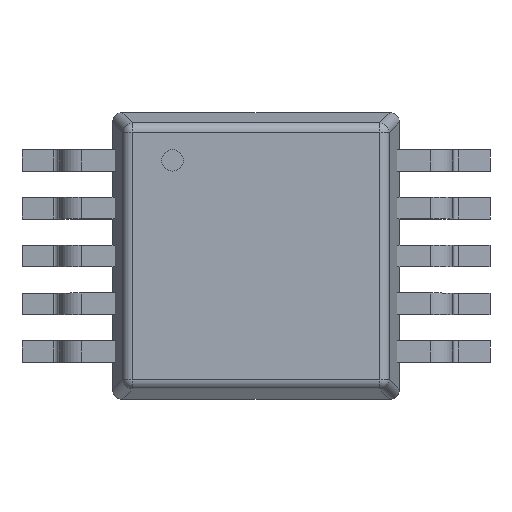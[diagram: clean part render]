
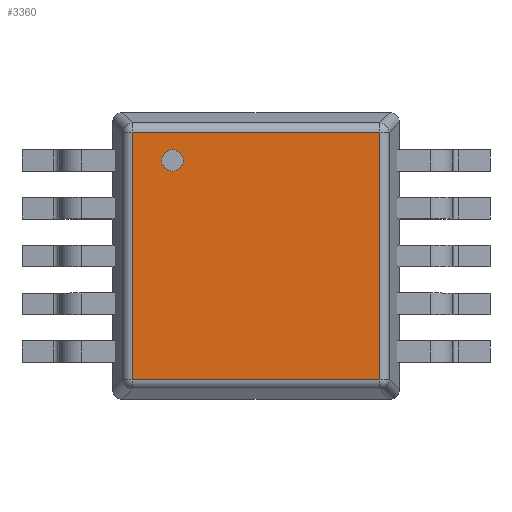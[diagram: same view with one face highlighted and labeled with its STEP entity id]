
A CAD part, top view. The second image highlights one B-rep face of the part: STEP entity #3360.
In plain terms, the highlighted planar face has unit normal (0, 0, 1).
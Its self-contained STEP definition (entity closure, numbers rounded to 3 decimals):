
#25=FACE_BOUND('',#652,.T.);
#303=PLANE('',#3652);
#465=FACE_OUTER_BOUND('',#651,.T.);
#651=EDGE_LOOP('',(#3049,#3050,#3051,#3052));
#652=EDGE_LOOP('',(#3053));
#1021=LINE('',#5526,#1368);
#1022=LINE('',#5528,#1369);
#1023=LINE('',#5530,#1370);
#1024=LINE('',#5531,#1371);
#1368=VECTOR('',#4537,1000.);
#1369=VECTOR('',#4538,1000.);
#1370=VECTOR('',#4539,1000.);
#1371=VECTOR('',#4540,1000.);
#1453=CIRCLE('',#3642,0.113);
#1739=VERTEX_POINT('',#5451);
#1768=VERTEX_POINT('',#5524);
#1769=VERTEX_POINT('',#5525);
#1770=VERTEX_POINT('',#5527);
#1771=VERTEX_POINT('',#5529);
#2164=EDGE_CURVE('',#1739,#1739,#1453,.T.);
#2197=EDGE_CURVE('',#1768,#1769,#1021,.T.);
#2198=EDGE_CURVE('',#1769,#1770,#1022,.T.);
#2199=EDGE_CURVE('',#1770,#1771,#1023,.T.);
#2200=EDGE_CURVE('',#1771,#1768,#1024,.T.);
#3049=ORIENTED_EDGE('',*,*,#2197,.T.);
#3050=ORIENTED_EDGE('',*,*,#2198,.T.);
#3051=ORIENTED_EDGE('',*,*,#2199,.T.);
#3052=ORIENTED_EDGE('',*,*,#2200,.T.);
#3053=ORIENTED_EDGE('',*,*,#2164,.F.);
#3360=ADVANCED_FACE('',(#465,#25),#303,.T.);
#3642=AXIS2_PLACEMENT_3D('',#5453,#4483,#4484);
#3652=AXIS2_PLACEMENT_3D('',#5523,#4535,#4536);
#4483=DIRECTION('center_axis',(0.,0.,
1.));
#4484=DIRECTION('ref_axis',(-1.,0.,0.));
#4535=DIRECTION('center_axis',(0.,0.,
1.));
#4536=DIRECTION('ref_axis',(-1.,0.,0.));
#4537=DIRECTION('',(1.,0.,0.));
#4538=DIRECTION('',(0.,1.,0.));
#4539=DIRECTION('',(-1.,0.,0.));
#4540=DIRECTION('',(0.,-1.,0.));
#5451=CARTESIAN_POINT('',(-0.755,1.062,1.1));
#5453=CARTESIAN_POINT('Origin',(-0.867,1.062,1.1));
#5523=CARTESIAN_POINT('Origin',(0.006,0.062,
1.1));
#5524=CARTESIAN_POINT('',(-1.29,-1.234,1.1));
#5525=CARTESIAN_POINT('',(1.302,-1.234,1.1));
#5526=CARTESIAN_POINT('',(1.379,-1.234,1.1));
#5527=CARTESIAN_POINT('',(1.302,1.358,1.1));
#5528=CARTESIAN_POINT('',(1.302,1.435,1.1));
#5529=CARTESIAN_POINT('',(-1.29,1.358,1.1));
#5530=CARTESIAN_POINT('',(-1.366,1.358,1.1));
#5531=CARTESIAN_POINT('',(-1.29,-1.31,1.1));
